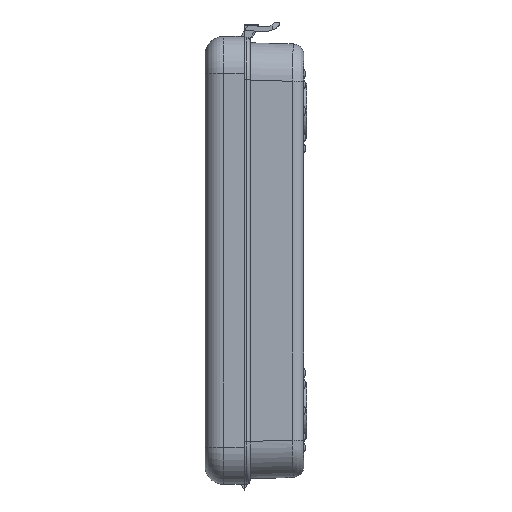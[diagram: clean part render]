
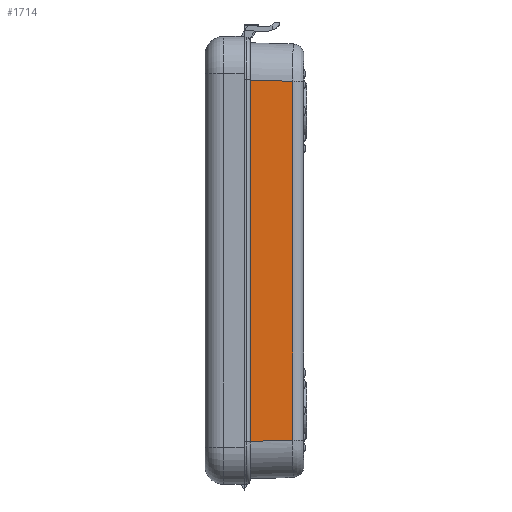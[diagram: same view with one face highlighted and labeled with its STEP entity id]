
A CAD part, left-side view. The second image highlights one B-rep face of the part: STEP entity #1714.
In plain terms, the highlighted planar face has unit normal (-1, 0, 0).
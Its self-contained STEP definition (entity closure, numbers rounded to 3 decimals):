
#26 = CARTESIAN_POINT ( 'NONE',  ( -108.5, -5.55, -48.497 ) ) ;
#69 = VECTOR ( 'NONE', #12697, 1000. ) ;
#276 = CARTESIAN_POINT ( 'NONE',  ( -108.5, -17., 47.997 ) ) ;
#765 = ORIENTED_EDGE ( 'NONE', *, *, #8104, .T. ) ;
#805 = LINE ( 'NONE', #9169, #5883 ) ;
#1409 = DIRECTION ( 'NONE',  ( 0., 1., 0. ) ) ;
#1714 = ADVANCED_FACE ( 'NONE', ( #14217 ), #3716, .F. ) ;
#2115 = DIRECTION ( 'NONE',  ( 0., 0., 1. ) ) ;
#2393 = VECTOR ( 'NONE', #2115, 1000. ) ;
#2554 = CARTESIAN_POINT ( 'NONE',  ( -108.5, 0., 0. ) ) ;
#3162 = VECTOR ( 'NONE', #10710, 1000. ) ;
#3716 = PLANE ( 'NONE',  #8605 ) ;
#3974 = ORIENTED_EDGE ( 'NONE', *, *, #7078, .T. ) ;
#4327 = CARTESIAN_POINT ( 'NONE',  ( -108.5, -5.55, 48.358 ) ) ;
#4496 = DIRECTION ( 'NONE',  ( 0., 1., 0.025 ) ) ;
#4877 = CARTESIAN_POINT ( 'NONE',  ( -108.5, -17., 48.072 ) ) ;
#4944 = ORIENTED_EDGE ( 'NONE', *, *, #6199, .F. ) ;
#5244 = EDGE_LOOP ( 'NONE', ( #765, #4944, #11077, #3974 ) ) ;
#5883 = VECTOR ( 'NONE', #4496, 1000. ) ;
#6199 = EDGE_CURVE ( 'NONE', #11473, #10533, #13773, .T. ) ;
#7078 = EDGE_CURVE ( 'NONE', #14609, #14405, #10859, .T. ) ;
#8039 = CARTESIAN_POINT ( 'NONE',  ( -108.5, -5.55, -48.358 ) ) ;
#8104 = EDGE_CURVE ( 'NONE', #14405, #10533, #805, .T. ) ;
#8605 = AXIS2_PLACEMENT_3D ( 'NONE', #2554, #11911, #1409 ) ;
#9169 = CARTESIAN_POINT ( 'NONE',  ( -108.5, -1.212, 48.467 ) ) ;
#10243 = LINE ( 'NONE', #12621, #69 ) ;
#10533 = VERTEX_POINT ( 'NONE', #4327 ) ;
#10710 = DIRECTION ( 'NONE',  ( 0., 0., 1. ) ) ;
#10859 = LINE ( 'NONE', #276, #3162 ) ;
#11077 = ORIENTED_EDGE ( 'NONE', *, *, #11824, .T. ) ;
#11473 = VERTEX_POINT ( 'NONE', #8039 ) ;
#11824 = EDGE_CURVE ( 'NONE', #11473, #14609, #10243, .T. ) ;
#11911 = DIRECTION ( 'NONE',  ( 1., 0., 0. ) ) ;
#12621 = CARTESIAN_POINT ( 'NONE',  ( -108.5, -1.212, -48.467 ) ) ;
#12697 = DIRECTION ( 'NONE',  ( 0., -1., 0.025 ) ) ;
#13773 = LINE ( 'NONE', #26, #2393 ) ;
#14217 = FACE_OUTER_BOUND ( 'NONE', #5244, .T. ) ;
#14405 = VERTEX_POINT ( 'NONE', #4877 ) ;
#14609 = VERTEX_POINT ( 'NONE', #14914 ) ;
#14914 = CARTESIAN_POINT ( 'NONE',  ( -108.5, -17., -48.072 ) ) ;
